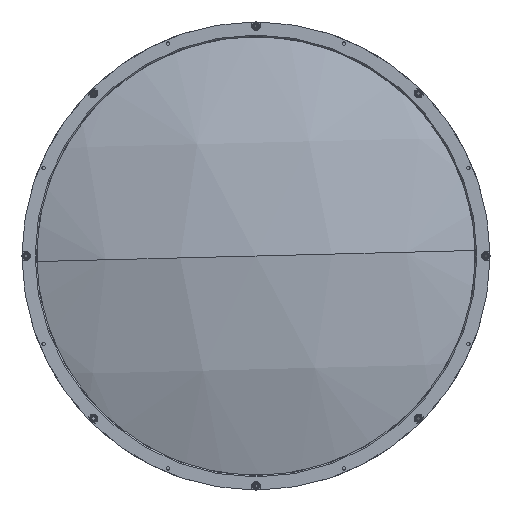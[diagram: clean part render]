
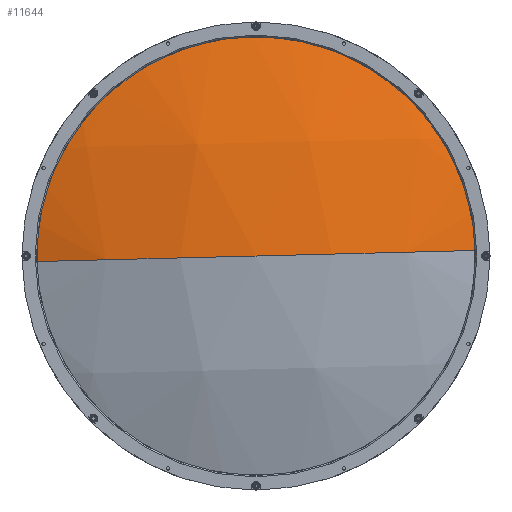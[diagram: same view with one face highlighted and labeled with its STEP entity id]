
A CAD part, left-side view. The second image highlights one B-rep face of the part: STEP entity #11644.
In plain terms, the highlighted spherical face has radius 465.458 mm.
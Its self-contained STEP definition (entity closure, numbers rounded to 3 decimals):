
#406 = DIRECTION ( 'NONE',  ( 0., -1., 0.025 ) ) ;
#1468 = CARTESIAN_POINT ( 'NONE',  ( 462.258, 0., 0. ) ) ;
#1704 = CARTESIAN_POINT ( 'NONE',  ( 462.258, 0., 0. ) ) ;
#2836 = DIRECTION ( 'NONE',  ( 0., -1., 0.025 ) ) ;
#2976 = VERTEX_POINT ( 'NONE', #16144 ) ;
#3086 = DIRECTION ( 'NONE',  ( 0., 1., -0.025 ) ) ;
#3360 = ORIENTED_EDGE ( 'NONE', *, *, #12910, .F. ) ;
#4007 = VERTEX_POINT ( 'NONE', #7388 ) ;
#5226 = AXIS2_PLACEMENT_3D ( 'NONE', #1468, #11097, #2836 ) ;
#5357 = FACE_OUTER_BOUND ( 'NONE', #9566, .T. ) ;
#6397 = ORIENTED_EDGE ( 'NONE', *, *, #11771, .T. ) ;
#7268 = CARTESIAN_POINT ( 'NONE',  ( 462.258, 0., 0. ) ) ;
#7342 = AXIS2_PLACEMENT_3D ( 'NONE', #7268, #16825, #406 ) ;
#7388 = CARTESIAN_POINT ( 'NONE',  ( -3.2, 0., 0. ) ) ;
#7564 = CARTESIAN_POINT ( 'NONE',  ( 25.901, 0., 0. ) ) ;
#8590 = SPHERICAL_SURFACE ( 'NONE', #7342, 465.458 ) ;
#8952 = DIRECTION ( 'NONE',  ( 0., 0.025, 1. ) ) ;
#9566 = EDGE_LOOP ( 'NONE', ( #6397, #14167, #3360 ) ) ;
#10121 = AXIS2_PLACEMENT_3D ( 'NONE', #7564, #17125, #8952 ) ;
#10564 = EDGE_CURVE ( 'NONE', #15665, #4007, #10765, .T. ) ;
#10765 = CIRCLE ( 'NONE', #5226, 465.458 ) ;
#10868 = CARTESIAN_POINT ( 'NONE',  ( 25.901, 161.948, -4.088 ) ) ;
#11097 = DIRECTION ( 'NONE',  ( 0., 0.025, 1. ) ) ;
#11347 = DIRECTION ( 'NONE',  ( 0., -0.025, -1. ) ) ;
#11644 = ADVANCED_FACE ( 'NONE', ( #5357 ), #8590, .T. ) ;
#11771 = EDGE_CURVE ( 'NONE', #2976, #15665, #17796, .T. ) ;
#12910 = EDGE_CURVE ( 'NONE', #2976, #4007, #14985, .T. ) ;
#14167 = ORIENTED_EDGE ( 'NONE', *, *, #10564, .T. ) ;
#14580 = AXIS2_PLACEMENT_3D ( 'NONE', #1704, #11347, #3086 ) ;
#14985 = CIRCLE ( 'NONE', #14580, 465.458 ) ;
#15665 = VERTEX_POINT ( 'NONE', #10868 ) ;
#16144 = CARTESIAN_POINT ( 'NONE',  ( 25.901, -161.948, 4.088 ) ) ;
#16825 = DIRECTION ( 'NONE',  ( 0., 0.025, 1. ) ) ;
#17125 = DIRECTION ( 'NONE',  ( -1., 0., 0. ) ) ;
#17796 = CIRCLE ( 'NONE', #10121, 162. ) ;
